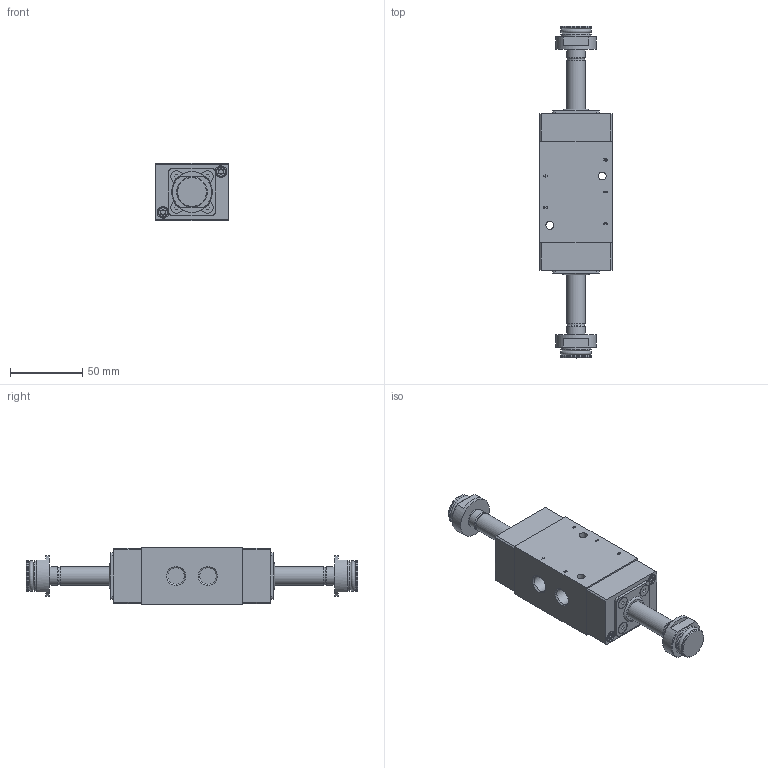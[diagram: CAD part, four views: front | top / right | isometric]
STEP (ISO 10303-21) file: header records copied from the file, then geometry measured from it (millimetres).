
FILE_DESCRIPTION(/* description */ ('STEP AP214'),/* implementation_level */ '2;1');
FILE_NAME(/* name */ '4514928_VOFC-L-B52-G14-F19A',/* time_stamp */ '2024-09-17T01:23:41+02:00',/* author */ ('License CC BY-ND 4.0'),/* organization */ ('CADENAS'),/* preprocessor_version */ 'ST-DEVELOPER v19.3',/* originating_system */ 'PARTsolutions',/* authorisation */ ' ');
FILE_SCHEMA (('AUTOMOTIVE_DESIGN {1 0 10303 214 3 1 1}'));
Length unit declared in the file: millimetre
Products named in the file (3): 4514928 VOFC-L-B52-G14-F19A; 3344863 VOFC-L---B52-G14-F19A----(d); 3344863 VOFC-L-B52-G14-F19A-----(part)
Assembly tree (2 placements, depth 2):
  4514928 VOFC-L-B52-G14-F19A
    3344863 VOFC-L---B52-G14-F19A----(d)
    3344863 VOFC-L-B52-G14-F19A-----(part)
Bounding box: 50 x 229 x 40 mm (x, y, z)
Volume: 232264.9 mm3; surface area: 37227.9 mm2
Topology: 1 solids, 1 shells, 332 faces, 797 edges, 520 vertices
Faces by surface type: plane 199, cylinder 104, cone 17, torus 12
Full cylindrical faces by diameter (mm): 3 x1, 5.5 x2, 7 x4, 8 x4, 8.38 x8, 11.445 x5, 12.06 x2, 13 x4, 13.157 x2, 21 x4, 28 x2
Entity records: 11646 total; most frequent: DIRECTION 1629, CARTESIAN_POINT 1597, ORIENTED_EDGE 1452, EDGE_CURVE 726, AXIS2_PLACEMENT_3D 576, VERTEX_POINT 511, LINE 477, VECTOR 477
